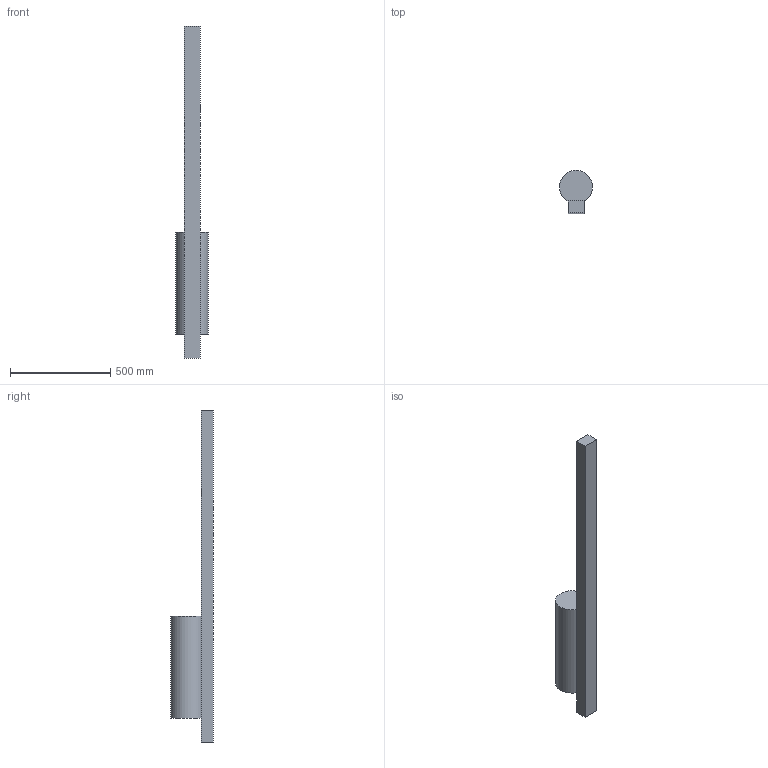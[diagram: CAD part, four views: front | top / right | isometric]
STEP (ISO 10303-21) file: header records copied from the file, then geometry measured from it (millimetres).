
FILE_DESCRIPTION((''),'2;1');
FILE_NAME('COLISION','2024-06-25T16:09:55',('mathi'),(''),'CREO PARAMETRIC BY PTC INC, 2023073','CREO PARAMETRIC BY PTC INC, 2023073','');
FILE_SCHEMA(('CONFIG_CONTROL_DESIGN'));
Length unit declared in the file: millimetre
Products named in the file (1): COLISION
Bounding box: 164.57 x 214.07 x 1660 mm (x, y, z)
Volume: 18551728.2 mm3; surface area: 696434.8 mm2
Topology: 1 solids, 1 shells, 10 faces, 20 edges, 12 vertices
Faces by surface type: plane 9, cylinder 1
Entity records: 292 total; most frequent: DIRECTION 42, CARTESIAN_POINT 42, ORIENTED_EDGE 40, EDGE_CURVE 20, VECTOR 18, LINE 18, AXIS2_PLACEMENT_3D 12, VERTEX_POINT 12
